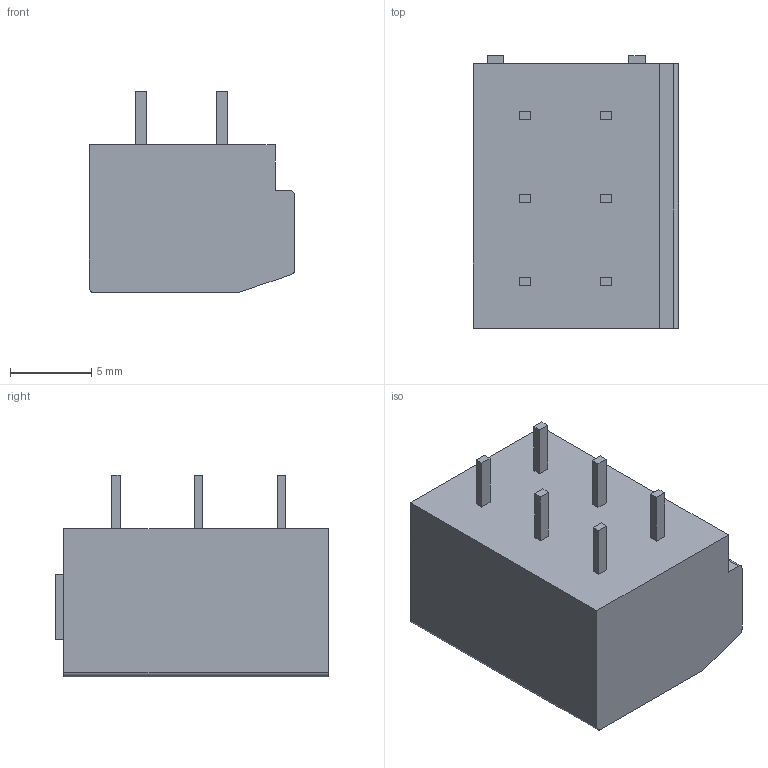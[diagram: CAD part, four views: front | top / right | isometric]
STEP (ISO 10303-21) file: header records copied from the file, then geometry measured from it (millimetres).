
FILE_DESCRIPTION((''),'2;1');
FILE_NAME('TLM-302R','2024-09-30T15:05:20',('tluser'),(''),'CREO PARAMETRIC BY PTC INC, 2018100','CREO PARAMETRIC BY PTC INC, 2018100','');
FILE_SCHEMA(('CONFIG_CONTROL_DESIGN'));
Length unit declared in the file: millimetre
Products named in the file (1): TLM-302R
Bounding box: 12.6 x 16.74 x 12.4 mm (x, y, z)
Volume: 1660.2 mm3; surface area: 1106.3 mm2
Topology: 1 solids, 1 shells, 118 faces, 282 edges, 180 vertices
Faces by surface type: plane 103, cylinder 9, cone 6
Entity records: 3436 total; most frequent: CARTESIAN_POINT 676, ORIENTED_EDGE 564, DIRECTION 524, EDGE_CURVE 282, VECTOR 240, LINE 240, VERTEX_POINT 180, AXIS2_PLACEMENT_3D 142
